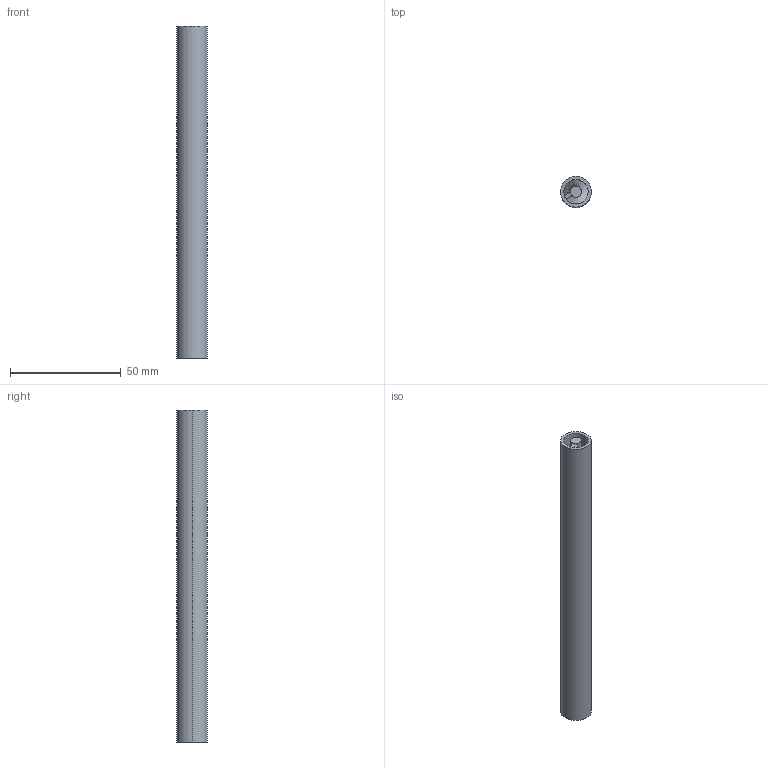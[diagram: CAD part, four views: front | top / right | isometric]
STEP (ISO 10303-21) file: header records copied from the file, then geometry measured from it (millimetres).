
FILE_DESCRIPTION (( 'STEP AP214' ), '1' );
FILE_NAME ('Screw Conveyer Assembly 2.STEP', '2025-03-19T08:21:35', ( '' ), ( '' ), 'SwSTEP 2.0', 'SolidWorks 2024', '' );
FILE_SCHEMA (( 'AUTOMOTIVE_DESIGN' ));
Length unit declared in the file: millimetre
Products named in the file (4): Screw Conveyer Assembly 2; Screw Conveyer_1.STEP; Screw Conveyer Assembly.STEP; Outer Casing_1.STEP
Assembly tree (3 placements, depth 3):
  Screw Conveyer Assembly 2
    Screw Conveyer Assembly.STEP
      Outer Casing_1.STEP
      Screw Conveyer_1.STEP
Bounding box: 14 x 14 x 150 mm (x, y, z)
Volume: 12455.9 mm3; surface area: 16162.5 mm2
Topology: 3 solids, 3 shells, 16 faces, 30 edges, 20 vertices
Faces by surface type: cylinder 6, plane 6, bspline 4
Entity records: 3869 total; most frequent: CARTESIAN_POINT 3437, DIRECTION 76, ORIENTED_EDGE 60, AXIS2_PLACEMENT_3D 31, EDGE_CURVE 30, VERTEX_POINT 20, EDGE_LOOP 18, FACE_OUTER_BOUND 16
